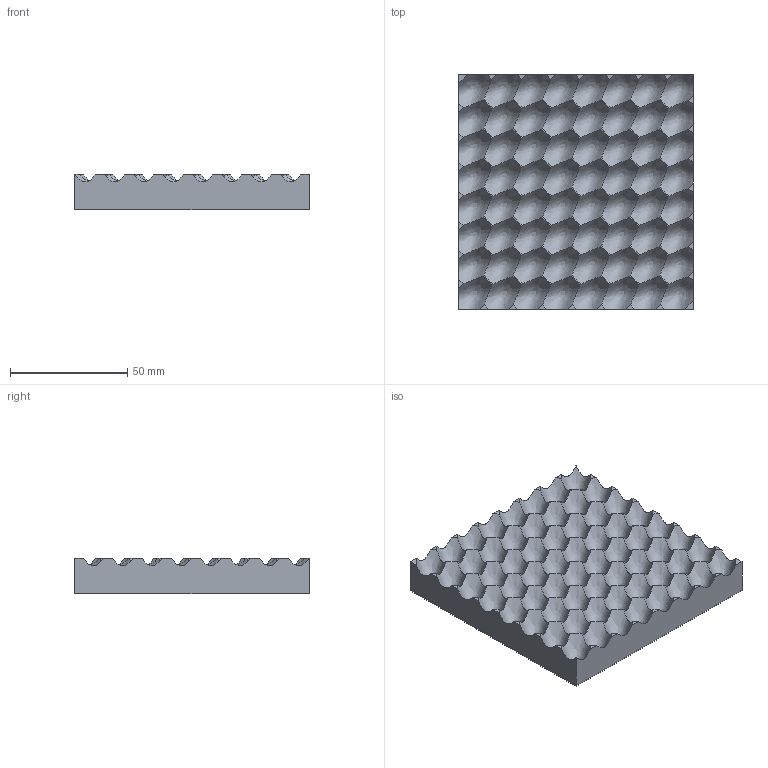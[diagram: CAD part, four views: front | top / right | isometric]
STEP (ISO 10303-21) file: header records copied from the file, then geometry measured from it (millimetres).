
FILE_DESCRIPTION(/* description */ (''),/* implementation_level */ '2;1');
FILE_NAME(/* name */ 'palmeta',/* time_stamp */ '2020-07-21T16:52:46-04:00',/* author */ (''),/* organization */ (''),/* preprocessor_version */ 'ST-DEVELOPER v16.5',/* originating_system */ '',/* authorisation */ '');
FILE_SCHEMA (('AUTOMOTIVE_DESIGN { 1 0 10303 214 3 1 1 }'));
Length unit declared in the file: millimetre
Products named in the file (1): Document
Bounding box: 100 x 100 x 15 mm (x, y, z)
Volume: 106914.5 mm3; surface area: 31308.4 mm2
Topology: 1 solids, 1 shells, 150 faces, 444 edges, 296 vertices
Faces by surface type: plane 86, bspline 64
Entity records: 7677 total; most frequent: CARTESIAN_POINT 5048, ORIENTED_EDGE 888, EDGE_CURVE 444, B_SPLINE_CURVE_WITH_KNOTS 444, VERTEX_POINT 296, ADVANCED_FACE 150, FACE_OUTER_BOUND 150, EDGE_LOOP 150
